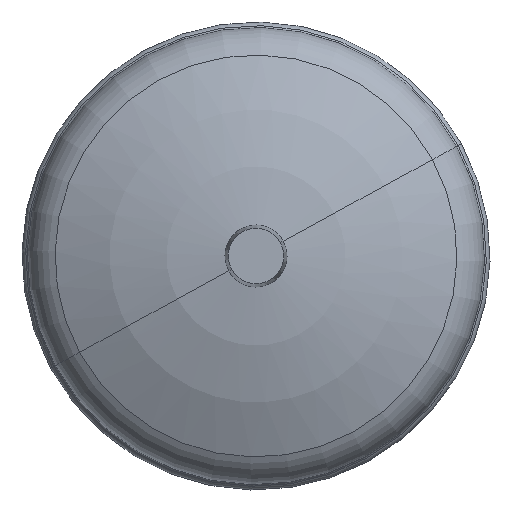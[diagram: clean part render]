
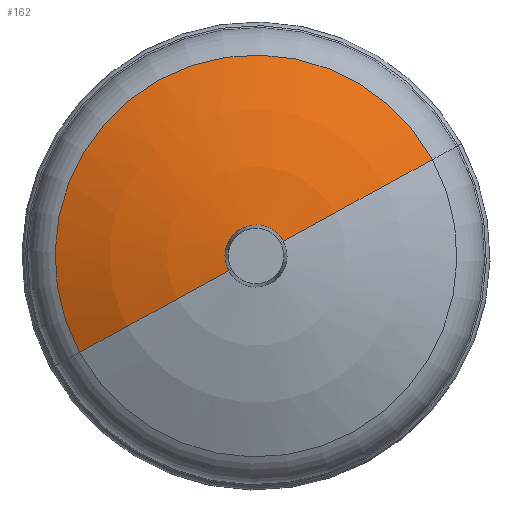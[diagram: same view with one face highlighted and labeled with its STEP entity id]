
A CAD part, front view. The second image highlights one B-rep face of the part: STEP entity #162.
In plain terms, the highlighted spherical face has radius 208 mm.
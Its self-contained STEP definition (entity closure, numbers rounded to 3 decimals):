
#103=AXIS2_PLACEMENT_3D('Circle Axis2P3D',#101,#102,$) ;
#135=AXIS2_PLACEMENT_3D('Sphere Axis2P3D',#132,#133,#134) ;
#139=AXIS2_PLACEMENT_3D('Circle Axis2P3D',#137,#138,$) ;
#146=AXIS2_PLACEMENT_3D('Circle Axis2P3D',#144,#145,$) ;
#153=AXIS2_PLACEMENT_3D('Circle Axis2P3D',#151,#152,$) ;
#98=CARTESIAN_POINT('Vertex',(12.286,22.,6.712)) ;
#101=CARTESIAN_POINT('Axis2P3D Location',(0.,22.,0.)) ;
#105=CARTESIAN_POINT('Vertex',(-12.286,22.,-6.712)) ;
#132=CARTESIAN_POINT('Axis2P3D Location',(0.,229.528,0.)) ;
#137=CARTESIAN_POINT('Axis2P3D Location',(0.,229.528,0.)) ;
#141=CARTESIAN_POINT('Vertex',(79.492,42.287,43.427)) ;
#144=CARTESIAN_POINT('Axis2P3D Location',(0.,42.287,0.)) ;
#148=CARTESIAN_POINT('Vertex',(-79.492,42.287,-43.427)) ;
#151=CARTESIAN_POINT('Axis2P3D Location',(0.,229.528,0.)) ;
#102=DIRECTION('Axis2P3D Direction',(0.,-1.,0.)) ;
#133=DIRECTION('Axis2P3D Direction',(0.,-1.,0.)) ;
#134=DIRECTION('Axis2P3D XDirection',(0.878,0.,0.479)) ;
#138=DIRECTION('Axis2P3D Direction',(0.479,0.,-0.878)) ;
#145=DIRECTION('Axis2P3D Direction',(0.,-1.,0.)) ;
#152=DIRECTION('Axis2P3D Direction',(-0.479,0.,0.878)) ;
#157=ORIENTED_EDGE('',*,*,#107,.F.) ;
#158=ORIENTED_EDGE('',*,*,#143,.T.) ;
#159=ORIENTED_EDGE('',*,*,#150,.T.) ;
#160=ORIENTED_EDGE('',*,*,#155,.F.) ;
#162=ADVANCED_FACE('Hauptk\X2\00F6\X0\rper',(#161),#136,.T.) ;
#104=CIRCLE('generated circle',#103,14.) ;
#140=CIRCLE('generated circle',#139,208.) ;
#147=CIRCLE('generated circle',#146,90.581) ;
#154=CIRCLE('generated circle',#153,208.) ;
#107=EDGE_CURVE('',#99,#106,#104,.T.) ;
#143=EDGE_CURVE('',#99,#142,#140,.F.) ;
#150=EDGE_CURVE('',#142,#149,#147,.T.) ;
#155=EDGE_CURVE('',#106,#149,#154,.F.) ;
#156=EDGE_LOOP('',(#157,#158,#159,#160)) ;
#161=FACE_OUTER_BOUND('',#156,.T.) ;
#136=SPHERICAL_SURFACE('',#135,208.) ;
#99=VERTEX_POINT('',#98) ;
#106=VERTEX_POINT('',#105) ;
#142=VERTEX_POINT('',#141) ;
#149=VERTEX_POINT('',#148) ;
